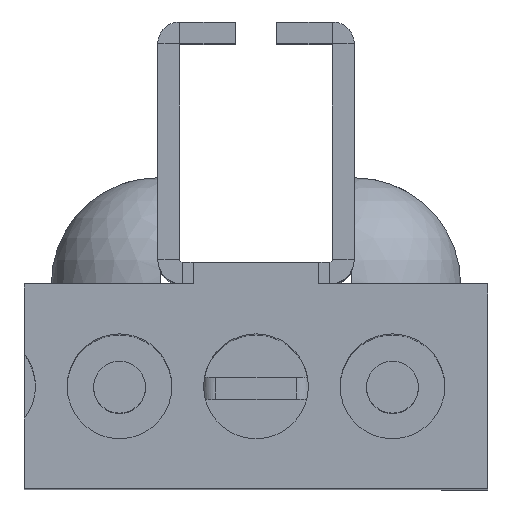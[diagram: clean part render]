
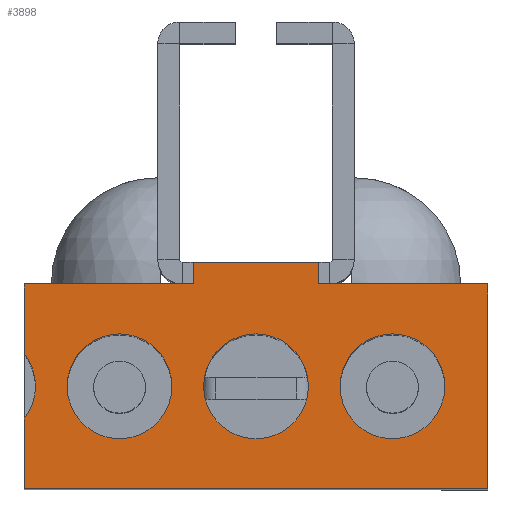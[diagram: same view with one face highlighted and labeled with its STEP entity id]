
A CAD part, top view. The second image highlights one B-rep face of the part: STEP entity #3898.
In plain terms, the highlighted planar face has unit normal (0, 0, 1).
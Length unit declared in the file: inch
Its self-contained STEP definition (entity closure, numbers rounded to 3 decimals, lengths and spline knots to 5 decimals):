
#25 = DIRECTION ( 'NONE',  ( 0., 0., -1. ) ) ;
#26 = ORIENTED_EDGE ( 'NONE', *, *, #5257, .F. ) ;
#63 = CARTESIAN_POINT ( 'NONE',  ( 0.05, 0.0192, 0.1425 ) ) ;
#82 = EDGE_CURVE ( 'NONE', #1451, #3140, #6681, .T. ) ;
#137 = CARTESIAN_POINT ( 'NONE',  ( -0.085, -0.0375, 0.1425 ) ) ;
#227 = AXIS2_PLACEMENT_3D ( 'NONE', #7348, #911, #7936 ) ;
#488 = LINE ( 'NONE', #4397, #6868 ) ;
#547 = FACE_OUTER_BOUND ( 'NONE', #7486, .T. ) ;
#646 = CARTESIAN_POINT ( 'NONE',  ( -0.05, 0., 0.1425 ) ) ;
#665 = VERTEX_POINT ( 'NONE', #7355 ) ;
#772 = VERTEX_POINT ( 'NONE', #5640 ) ;
#792 = LINE ( 'NONE', #5316, #2630 ) ;
#842 = DIRECTION ( 'NONE',  ( 0., 0., 1. ) ) ;
#907 = CIRCLE ( 'NONE', #6424, 0.0192 ) ;
#911 = DIRECTION ( 'NONE',  ( 0., 0., 1. ) ) ;
#1012 = VERTEX_POINT ( 'NONE', #63 ) ;
#1049 = VERTEX_POINT ( 'NONE', #1957 ) ;
#1256 = EDGE_LOOP ( 'NONE', ( #1490, #4679 ) ) ;
#1271 = DIRECTION ( 'NONE',  ( 0., -1., 0. ) ) ;
#1347 = EDGE_CURVE ( 'NONE', #1012, #772, #907, .T. ) ;
#1382 = CARTESIAN_POINT ( 'NONE',  ( -0.085, 3.1469, 0.1425 ) ) ;
#1397 = EDGE_CURVE ( 'NONE', #7088, #5502, #5887, .T. ) ;
#1451 = VERTEX_POINT ( 'NONE', #4445 ) ;
#1471 = EDGE_CURVE ( 'NONE', #2990, #665, #4992, .T. ) ;
#1473 = DIRECTION ( 'NONE',  ( 0., -1., 0. ) ) ;
#1490 = ORIENTED_EDGE ( 'NONE', *, *, #5432, .F. ) ;
#1526 = CARTESIAN_POINT ( 'NONE',  ( 0., -0.0192, 0.1425 ) ) ;
#1597 = CIRCLE ( 'NONE', #6293, 0.0192 ) ;
#1679 = DIRECTION ( 'NONE',  ( -1., 0., 0. ) ) ;
#1761 = LINE ( 'NONE', #1893, #5942 ) ;
#1801 = CIRCLE ( 'NONE', #3971, 0.0192 ) ;
#1836 = CIRCLE ( 'NONE', #227, 0.0192 ) ;
#1893 = CARTESIAN_POINT ( 'NONE',  ( -2.385, 0.0375, 0.1425 ) ) ;
#1957 = CARTESIAN_POINT ( 'NONE',  ( -0.085, 0.01198, 0.1425 ) ) ;
#1967 = ORIENTED_EDGE ( 'NONE', *, *, #3690, .F. ) ;
#2027 = ORIENTED_EDGE ( 'NONE', *, *, #3459, .T. ) ;
#2175 = VERTEX_POINT ( 'NONE', #6077 ) ;
#2237 = CARTESIAN_POINT ( 'NONE',  ( -2.385, -0.0375, 0.1425 ) ) ;
#2263 = VECTOR ( 'NONE', #6348, 39.37008 ) ;
#2274 = VECTOR ( 'NONE', #4290, 39.37008 ) ;
#2286 = DIRECTION ( 'NONE',  ( 0., -1., 0. ) ) ;
#2364 = DIRECTION ( 'NONE',  ( 0., -1., 0. ) ) ;
#2535 = EDGE_LOOP ( 'NONE', ( #2723, #7866 ) ) ;
#2568 = FACE_BOUND ( 'NONE', #2535, .T. ) ;
#2630 = VECTOR ( 'NONE', #3389, 39.37008 ) ;
#2689 = AXIS2_PLACEMENT_3D ( 'NONE', #5778, #25, #5179 ) ;
#2723 = ORIENTED_EDGE ( 'NONE', *, *, #5489, .F. ) ;
#2731 = LINE ( 'NONE', #5294, #6461 ) ;
#2779 = AXIS2_PLACEMENT_3D ( 'NONE', #8283, #7597, #4381 ) ;
#2800 = DIRECTION ( 'NONE',  ( -1., 0., 0. ) ) ;
#2826 = VERTEX_POINT ( 'NONE', #8288 ) ;
#2918 = LINE ( 'NONE', #2237, #7181 ) ;
#2990 = VERTEX_POINT ( 'NONE', #7329 ) ;
#2996 = DIRECTION ( 'NONE',  ( 0., 0., 1. ) ) ;
#3049 = VERTEX_POINT ( 'NONE', #5338 ) ;
#3051 = CARTESIAN_POINT ( 'NONE',  ( -0.023, 0.0455, 0.1425 ) ) ;
#3062 = ORIENTED_EDGE ( 'NONE', *, *, #4359, .F. ) ;
#3080 = CARTESIAN_POINT ( 'NONE',  ( 0., 0., 0.1425 ) ) ;
#3131 = EDGE_CURVE ( 'NONE', #3608, #7167, #5497, .T. ) ;
#3140 = VERTEX_POINT ( 'NONE', #4805 ) ;
#3162 = FACE_BOUND ( 'NONE', #5454, .T. ) ;
#3210 = CIRCLE ( 'NONE', #2779, 0.0192 ) ;
#3326 = DIRECTION ( 'NONE',  ( 1., 0., 0. ) ) ;
#3366 = VECTOR ( 'NONE', #3979, 39.37008 ) ;
#3389 = DIRECTION ( 'NONE',  ( 0., 1., 0. ) ) ;
#3449 = CARTESIAN_POINT ( 'NONE',  ( -2.385, 0.0375, 0.1425 ) ) ;
#3459 = EDGE_CURVE ( 'NONE', #3140, #1049, #5842, .T. ) ;
#3506 = AXIS2_PLACEMENT_3D ( 'NONE', #646, #7023, #1271 ) ;
#3595 = AXIS2_PLACEMENT_3D ( 'NONE', #5917, #4182, #1473 ) ;
#3608 = VERTEX_POINT ( 'NONE', #6295 ) ;
#3690 = EDGE_CURVE ( 'NONE', #2826, #6668, #1597, .T. ) ;
#3898 = ADVANCED_FACE ( 'NONE', ( #547, #2568, #3162, #5222 ), #5145, .F. ) ;
#3971 = AXIS2_PLACEMENT_3D ( 'NONE', #8021, #4954, #2286 ) ;
#3979 = DIRECTION ( 'NONE',  ( 0., -1., 0. ) ) ;
#4006 = ORIENTED_EDGE ( 'NONE', *, *, #4563, .T. ) ;
#4070 = CARTESIAN_POINT ( 'NONE',  ( 0.05, 0., 0.1425 ) ) ;
#4081 = VECTOR ( 'NONE', #2800, 39.37008 ) ;
#4182 = DIRECTION ( 'NONE',  ( 0., 0., 1. ) ) ;
#4203 = CARTESIAN_POINT ( 'NONE',  ( 0.023, 0.0375, 0.1425 ) ) ;
#4290 = DIRECTION ( 'NONE',  ( 0., -1., 0. ) ) ;
#4359 = EDGE_CURVE ( 'NONE', #7088, #1049, #1801, .T. ) ;
#4381 = DIRECTION ( 'NONE',  ( 0., -1., 0. ) ) ;
#4397 = CARTESIAN_POINT ( 'NONE',  ( -0.023, 0.0455, 0.1425 ) ) ;
#4445 = CARTESIAN_POINT ( 'NONE',  ( -0.023, 0.0375, 0.1425 ) ) ;
#4478 = DIRECTION ( 'NONE',  ( -1., 0., 0. ) ) ;
#4563 = EDGE_CURVE ( 'NONE', #3049, #2175, #792, .T. ) ;
#4679 = ORIENTED_EDGE ( 'NONE', *, *, #1347, .F. ) ;
#4805 = CARTESIAN_POINT ( 'NONE',  ( -0.085, 0.0375, 0.1425 ) ) ;
#4848 = CARTESIAN_POINT ( 'NONE',  ( 0.023, 0.0455, 0.1425 ) ) ;
#4954 = DIRECTION ( 'NONE',  ( 0., 0., 1. ) ) ;
#4992 = CIRCLE ( 'NONE', #3506, 0.0192 ) ;
#5044 = DIRECTION ( 'NONE',  ( 0., 1., 0. ) ) ;
#5145 = PLANE ( 'NONE',  #2689 ) ;
#5179 = DIRECTION ( 'NONE',  ( 0., 1., 0. ) ) ;
#5222 = FACE_BOUND ( 'NONE', #1256, .T. ) ;
#5257 = EDGE_CURVE ( 'NONE', #3049, #5502, #2918, .T. ) ;
#5294 = CARTESIAN_POINT ( 'NONE',  ( -0.036, 0.0455, 0.1425 ) ) ;
#5316 = CARTESIAN_POINT ( 'NONE',  ( 0.085, -0.0375, 0.1425 ) ) ;
#5338 = CARTESIAN_POINT ( 'NONE',  ( 0.085, -0.0375, 0.1425 ) ) ;
#5339 = CIRCLE ( 'NONE', #3595, 0.0192 ) ;
#5432 = EDGE_CURVE ( 'NONE', #772, #1012, #5339, .T. ) ;
#5454 = EDGE_LOOP ( 'NONE', ( #6660, #1967 ) ) ;
#5489 = EDGE_CURVE ( 'NONE', #665, #2990, #1836, .T. ) ;
#5497 = LINE ( 'NONE', #4848, #2274 ) ;
#5502 = VERTEX_POINT ( 'NONE', #137 ) ;
#5640 = CARTESIAN_POINT ( 'NONE',  ( 0.05, -0.0192, 0.1425 ) ) ;
#5778 = CARTESIAN_POINT ( 'NONE',  ( -2.385, -0.0375, 0.1425 ) ) ;
#5780 = EDGE_CURVE ( 'NONE', #6668, #2826, #3210, .T. ) ;
#5842 = LINE ( 'NONE', #7777, #2263 ) ;
#5887 = LINE ( 'NONE', #1382, #3366 ) ;
#5917 = CARTESIAN_POINT ( 'NONE',  ( 0.05, 0., 0.1425 ) ) ;
#5942 = VECTOR ( 'NONE', #4478, 39.37008 ) ;
#6077 = CARTESIAN_POINT ( 'NONE',  ( 0.085, 0.0375, 0.1425 ) ) ;
#6090 = DIRECTION ( 'NONE',  ( 0., -1., 0. ) ) ;
#6106 = ORIENTED_EDGE ( 'NONE', *, *, #8275, .T. ) ;
#6293 = AXIS2_PLACEMENT_3D ( 'NONE', #3080, #2996, #2364 ) ;
#6295 = CARTESIAN_POINT ( 'NONE',  ( 0.023, 0.0455, 0.1425 ) ) ;
#6348 = DIRECTION ( 'NONE',  ( 0., -1., 0. ) ) ;
#6424 = AXIS2_PLACEMENT_3D ( 'NONE', #4070, #842, #6090 ) ;
#6461 = VECTOR ( 'NONE', #3326, 39.37008 ) ;
#6576 = ORIENTED_EDGE ( 'NONE', *, *, #7375, .F. ) ;
#6660 = ORIENTED_EDGE ( 'NONE', *, *, #5780, .F. ) ;
#6668 = VERTEX_POINT ( 'NONE', #1526 ) ;
#6681 = LINE ( 'NONE', #3449, #4081 ) ;
#6868 = VECTOR ( 'NONE', #5044, 39.37008 ) ;
#7023 = DIRECTION ( 'NONE',  ( 0., 0., 1. ) ) ;
#7088 = VERTEX_POINT ( 'NONE', #7453 ) ;
#7167 = VERTEX_POINT ( 'NONE', #4203 ) ;
#7174 = ORIENTED_EDGE ( 'NONE', *, *, #82, .T. ) ;
#7181 = VECTOR ( 'NONE', #1679, 39.37008 ) ;
#7329 = CARTESIAN_POINT ( 'NONE',  ( -0.05, 0.0192, 0.1425 ) ) ;
#7348 = CARTESIAN_POINT ( 'NONE',  ( -0.05, 0., 0.1425 ) ) ;
#7355 = CARTESIAN_POINT ( 'NONE',  ( -0.05, -0.0192, 0.1425 ) ) ;
#7374 = ORIENTED_EDGE ( 'NONE', *, *, #1397, .T. ) ;
#7375 = EDGE_CURVE ( 'NONE', #7693, #3608, #2731, .T. ) ;
#7441 = ORIENTED_EDGE ( 'NONE', *, *, #3131, .F. ) ;
#7453 = CARTESIAN_POINT ( 'NONE',  ( -0.085, -0.01198, 0.1425 ) ) ;
#7486 = EDGE_LOOP ( 'NONE', ( #6106, #7441, #6576, #8050, #7174, #2027, #3062, #7374, #26, #4006 ) ) ;
#7597 = DIRECTION ( 'NONE',  ( 0., 0., 1. ) ) ;
#7690 = EDGE_CURVE ( 'NONE', #1451, #7693, #488, .T. ) ;
#7693 = VERTEX_POINT ( 'NONE', #3051 ) ;
#7777 = CARTESIAN_POINT ( 'NONE',  ( -0.085, 3.1469, 0.1425 ) ) ;
#7866 = ORIENTED_EDGE ( 'NONE', *, *, #1471, .F. ) ;
#7936 = DIRECTION ( 'NONE',  ( 0., -1., 0. ) ) ;
#8021 = CARTESIAN_POINT ( 'NONE',  ( -0.1, 0., 0.1425 ) ) ;
#8050 = ORIENTED_EDGE ( 'NONE', *, *, #7690, .F. ) ;
#8275 = EDGE_CURVE ( 'NONE', #2175, #7167, #1761, .T. ) ;
#8283 = CARTESIAN_POINT ( 'NONE',  ( 0., 0., 0.1425 ) ) ;
#8288 = CARTESIAN_POINT ( 'NONE',  ( 0., 0.0192, 0.1425 ) ) ;
